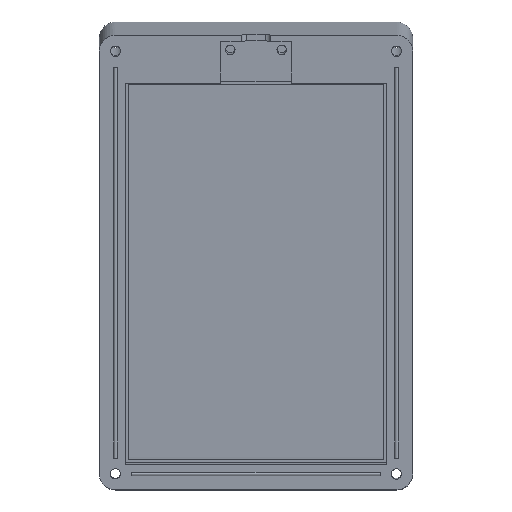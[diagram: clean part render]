
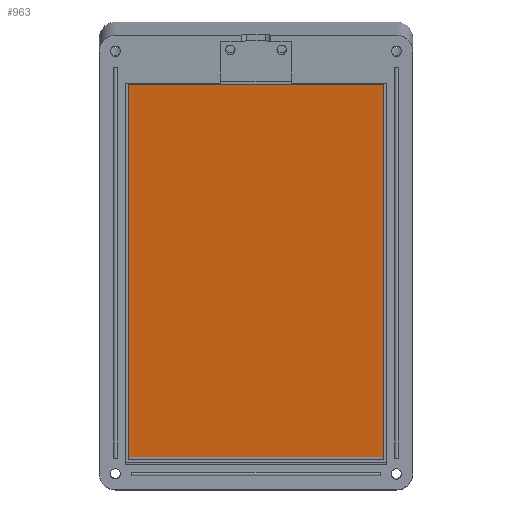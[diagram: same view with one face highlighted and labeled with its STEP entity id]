
A CAD part, top view. The second image highlights one B-rep face of the part: STEP entity #963.
In plain terms, the highlighted planar face has unit normal (0, -0.139, 0.99).
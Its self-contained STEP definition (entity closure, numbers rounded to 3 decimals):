
#52=PLANE('',#1059);
#94=FACE_OUTER_BOUND('',#162,.T.);
#162=EDGE_LOOP('',(#710,#711,#712,#713));
#231=LINE('',#1514,#317);
#232=LINE('',#1516,#318);
#233=LINE('',#1518,#319);
#234=LINE('',#1519,#320);
#317=VECTOR('',#1220,10.);
#318=VECTOR('',#1221,10.);
#319=VECTOR('',#1222,10.);
#320=VECTOR('',#1223,10.);
#456=VERTEX_POINT('',#1512);
#457=VERTEX_POINT('',#1513);
#458=VERTEX_POINT('',#1515);
#459=VERTEX_POINT('',#1517);
#553=EDGE_CURVE('',#456,#457,#231,.T.);
#554=EDGE_CURVE('',#457,#458,#232,.T.);
#555=EDGE_CURVE('',#458,#459,#233,.T.);
#556=EDGE_CURVE('',#459,#456,#234,.T.);
#710=ORIENTED_EDGE('',*,*,#553,.T.);
#711=ORIENTED_EDGE('',*,*,#554,.T.);
#712=ORIENTED_EDGE('',*,*,#555,.T.);
#713=ORIENTED_EDGE('',*,*,#556,.T.);
#963=ADVANCED_FACE('',(#94),#52,.T.);
#1059=AXIS2_PLACEMENT_3D('',#1511,#1218,#1219);
#1218=DIRECTION('center_axis',(0.,-0.139,0.99));
#1219=DIRECTION('ref_axis',(1.,0.,0.));
#1220=DIRECTION('',(0.,0.99,0.139));
#1221=DIRECTION('',(-1.,0.,0.));
#1222=DIRECTION('',(0.,-0.99,-0.139));
#1223=DIRECTION('',(1.,0.,0.));
#1511=CARTESIAN_POINT('Origin',(48.625,70.278,11.897));
#1512=CARTESIAN_POINT('',(88.25,8.634,3.233));
#1513=CARTESIAN_POINT('',(88.25,124.991,19.586));
#1514=CARTESIAN_POINT('',(88.25,97.634,15.741));
#1515=CARTESIAN_POINT('',(9.,124.991,19.586));
#1516=CARTESIAN_POINT('',(28.813,124.991,19.586));
#1517=CARTESIAN_POINT('',(9.,8.634,3.233));
#1518=CARTESIAN_POINT('',(9.,39.456,7.565));
#1519=CARTESIAN_POINT('',(68.438,8.634,3.233));
